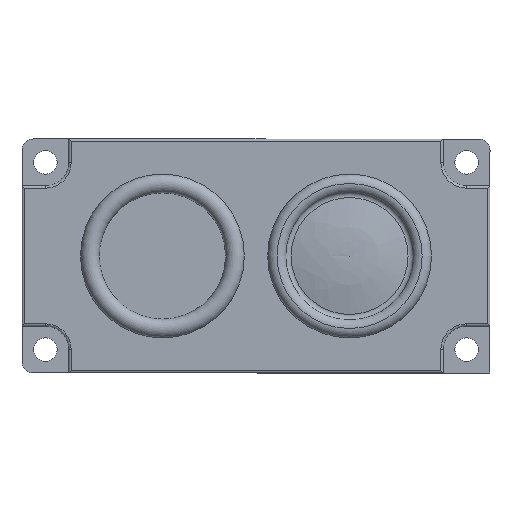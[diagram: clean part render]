
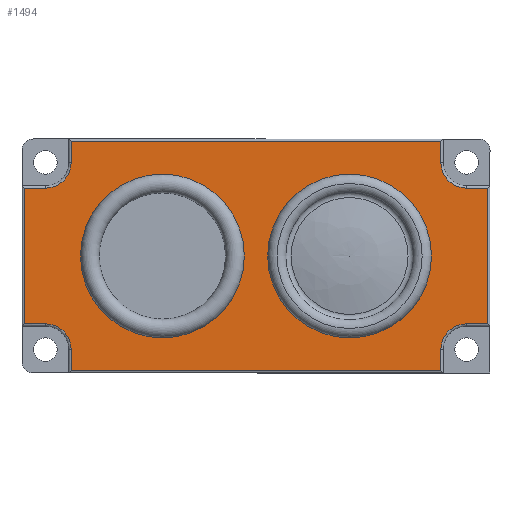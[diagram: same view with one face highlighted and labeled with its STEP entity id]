
A CAD part, front view. The second image highlights one B-rep face of the part: STEP entity #1494.
In plain terms, the highlighted face is planar.
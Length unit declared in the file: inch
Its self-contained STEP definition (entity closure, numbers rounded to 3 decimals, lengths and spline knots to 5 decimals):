
#29=FACE_BOUND('',#226,.T.);
#30=FACE_BOUND('',#227,.T.);
#50=PLANE('',#1655);
#133=FACE_OUTER_BOUND('',#225,.T.);
#225=EDGE_LOOP('',(#1188,#1189,#1190,#1191,#1192,#1193,#1194,#1195,#1196,
#1197,#1198,#1199,#1200,#1201,#1202,#1203));
#226=EDGE_LOOP('',(#1204));
#227=EDGE_LOOP('',(#1205));
#318=CIRCLE('',#1625,0.21654);
#321=CIRCLE('',#1630,0.21654);
#325=CIRCLE('',#1639,0.21654);
#328=CIRCLE('',#1644,0.21654);
#332=CIRCLE('',#1656,0.68898);
#333=CIRCLE('',#1657,0.68898);
#422=LINE('',#2396,#550);
#425=LINE('',#2408,#553);
#426=LINE('',#2412,#554);
#428=LINE('',#2420,#556);
#429=LINE('',#2424,#557);
#431=LINE('',#2433,#559);
#432=LINE('',#2442,#560);
#434=LINE('',#2451,#562);
#437=LINE('',#2457,#565);
#439=LINE('',#2464,#567);
#440=LINE('',#2472,#568);
#442=LINE('',#2481,#570);
#550=VECTOR('',#1899,0.3937);
#553=VECTOR('',#1910,0.3937);
#554=VECTOR('',#1915,0.3937);
#556=VECTOR('',#1923,0.3937);
#557=VECTOR('',#1928,0.3937);
#559=VECTOR('',#1936,0.3937);
#560=VECTOR('',#1949,0.3937);
#562=VECTOR('',#1961,0.3937);
#565=VECTOR('',#1966,0.3937);
#567=VECTOR('',#1974,0.3937);
#568=VECTOR('',#1985,0.3937);
#570=VECTOR('',#1997,0.3937);
#679=VERTEX_POINT('',#2394);
#680=VERTEX_POINT('',#2395);
#684=VERTEX_POINT('',#2405);
#685=VERTEX_POINT('',#2407);
#686=VERTEX_POINT('',#2411);
#688=VERTEX_POINT('',#2417);
#689=VERTEX_POINT('',#2419);
#690=VERTEX_POINT('',#2423);
#693=VERTEX_POINT('',#2430);
#694=VERTEX_POINT('',#2432);
#696=VERTEX_POINT('',#2437);
#698=VERTEX_POINT('',#2446);
#700=VERTEX_POINT('',#2456);
#702=VERTEX_POINT('',#2462);
#704=VERTEX_POINT('',#2467);
#706=VERTEX_POINT('',#2476);
#712=VERTEX_POINT('',#2506);
#713=VERTEX_POINT('',#2508);
#836=EDGE_CURVE('',#679,#680,#422,.T.);
#842=EDGE_CURVE('',#684,#685,#425,.T.);
#844=EDGE_CURVE('',#685,#686,#426,.T.);
#848=EDGE_CURVE('',#688,#689,#428,.T.);
#850=EDGE_CURVE('',#689,#690,#429,.T.);
#854=EDGE_CURVE('',#693,#694,#431,.T.);
#857=EDGE_CURVE('',#696,#693,#318,.T.);
#859=EDGE_CURVE('',#690,#696,#432,.T.);
#862=EDGE_CURVE('',#698,#688,#321,.T.);
#864=EDGE_CURVE('',#686,#698,#434,.T.);
#867=EDGE_CURVE('',#694,#700,#437,.T.);
#871=EDGE_CURVE('',#702,#679,#439,.T.);
#873=EDGE_CURVE('',#704,#702,#325,.T.);
#875=EDGE_CURVE('',#700,#704,#440,.T.);
#878=EDGE_CURVE('',#706,#684,#328,.T.);
#880=EDGE_CURVE('',#680,#706,#442,.T.);
#893=EDGE_CURVE('',#712,#712,#332,.T.);
#894=EDGE_CURVE('',#713,#713,#333,.T.);
#1188=ORIENTED_EDGE('',*,*,#854,.F.);
#1189=ORIENTED_EDGE('',*,*,#857,.F.);
#1190=ORIENTED_EDGE('',*,*,#859,.F.);
#1191=ORIENTED_EDGE('',*,*,#850,.F.);
#1192=ORIENTED_EDGE('',*,*,#848,.F.);
#1193=ORIENTED_EDGE('',*,*,#862,.F.);
#1194=ORIENTED_EDGE('',*,*,#864,.F.);
#1195=ORIENTED_EDGE('',*,*,#844,.F.);
#1196=ORIENTED_EDGE('',*,*,#842,.F.);
#1197=ORIENTED_EDGE('',*,*,#878,.F.);
#1198=ORIENTED_EDGE('',*,*,#880,.F.);
#1199=ORIENTED_EDGE('',*,*,#836,.F.);
#1200=ORIENTED_EDGE('',*,*,#871,.F.);
#1201=ORIENTED_EDGE('',*,*,#873,.F.);
#1202=ORIENTED_EDGE('',*,*,#875,.F.);
#1203=ORIENTED_EDGE('',*,*,#867,.F.);
#1204=ORIENTED_EDGE('',*,*,#893,.T.);
#1205=ORIENTED_EDGE('',*,*,#894,.T.);
#1494=ADVANCED_FACE('',(#133,#29,#30),#50,.T.);
#1625=AXIS2_PLACEMENT_3D('',#2439,#1943,#1944);
#1630=AXIS2_PLACEMENT_3D('',#2448,#1955,#1956);
#1639=AXIS2_PLACEMENT_3D('',#2469,#1979,#1980);
#1644=AXIS2_PLACEMENT_3D('',#2478,#1991,#1992);
#1655=AXIS2_PLACEMENT_3D('',#2505,#2024,#2025);
#1656=AXIS2_PLACEMENT_3D('',#2507,#2026,#2027);
#1657=AXIS2_PLACEMENT_3D('',#2509,#2028,#2029);
#1899=DIRECTION('',(-1.,0.,0.));
#1910=DIRECTION('',(-1.,0.,0.));
#1915=DIRECTION('',(0.,1.,0.));
#1923=DIRECTION('',(0.,1.,0.));
#1928=DIRECTION('',(1.,0.,0.));
#1936=DIRECTION('',(1.,0.,0.));
#1943=DIRECTION('center_axis',(0.,0.,1.));
#1944=DIRECTION('ref_axis',(-0.707,-0.707,0.));
#1949=DIRECTION('',(0.,-1.,0.));
#1955=DIRECTION('center_axis',(0.,0.,1.));
#1956=DIRECTION('ref_axis',(0.707,-0.707,0.));
#1961=DIRECTION('',(1.,0.,0.));
#1966=DIRECTION('',(0.,-1.,0.));
#1974=DIRECTION('',(0.,-1.,0.));
#1979=DIRECTION('center_axis',(0.,0.,1.));
#1980=DIRECTION('ref_axis',(-0.707,0.707,0.));
#1985=DIRECTION('',(-1.,0.,0.));
#1991=DIRECTION('center_axis',(0.,0.,1.));
#1992=DIRECTION('ref_axis',(0.707,0.707,0.));
#1997=DIRECTION('',(0.,1.,0.));
#2024=DIRECTION('center_axis',(0.,0.,1.));
#2025=DIRECTION('ref_axis',(1.,0.,0.));
#2026=DIRECTION('center_axis',(0.,0.,-1.));
#2027=DIRECTION('ref_axis',(1.,0.,0.));
#2028=DIRECTION('center_axis',(0.,0.,-1.));
#2029=DIRECTION('ref_axis',(1.,0.,0.));
#2394=CARTESIAN_POINT('',(1.55512,-0.96457,0.70866));
#2395=CARTESIAN_POINT('',(-1.55512,-0.96457,0.70866));
#2396=CARTESIAN_POINT('',(-0.7874,-0.96457,0.70866));
#2405=CARTESIAN_POINT('',(-1.77165,-0.57087,0.70866));
#2407=CARTESIAN_POINT('',(-1.94882,-0.57087,0.70866));
#2408=CARTESIAN_POINT('',(-0.98425,-0.57087,0.70866));
#2411=CARTESIAN_POINT('',(-1.94882,0.57087,0.70866));
#2412=CARTESIAN_POINT('',(-1.94882,0.29528,0.70866));
#2417=CARTESIAN_POINT('',(-1.55512,0.7874,0.70866));
#2419=CARTESIAN_POINT('',(-1.55512,0.96457,0.70866));
#2420=CARTESIAN_POINT('',(-1.55512,0.49213,0.70866));
#2423=CARTESIAN_POINT('',(1.55512,0.96457,0.70866));
#2424=CARTESIAN_POINT('',(0.7874,0.96457,0.70866));
#2430=CARTESIAN_POINT('',(1.77165,0.57087,0.70866));
#2432=CARTESIAN_POINT('',(1.94882,0.57087,0.70866));
#2433=CARTESIAN_POINT('',(0.98425,0.57087,0.70866));
#2437=CARTESIAN_POINT('',(1.55512,0.7874,0.70866));
#2439=CARTESIAN_POINT('Origin',(1.77165,0.7874,0.70866));
#2442=CARTESIAN_POINT('',(1.55512,0.3937,0.70866));
#2446=CARTESIAN_POINT('',(-1.77165,0.57087,0.70866));
#2448=CARTESIAN_POINT('Origin',(-1.77165,0.7874,0.70866));
#2451=CARTESIAN_POINT('',(-0.88583,0.57087,0.70866));
#2456=CARTESIAN_POINT('',(1.94882,-0.57087,0.70866));
#2457=CARTESIAN_POINT('',(1.94882,-0.29528,0.70866));
#2462=CARTESIAN_POINT('',(1.55512,-0.7874,0.70866));
#2464=CARTESIAN_POINT('',(1.55512,-0.49213,0.70866));
#2467=CARTESIAN_POINT('',(1.77165,-0.57087,0.70866));
#2469=CARTESIAN_POINT('Origin',(1.77165,-0.7874,0.70866));
#2472=CARTESIAN_POINT('',(0.88583,-0.57087,0.70866));
#2476=CARTESIAN_POINT('',(-1.55512,-0.7874,0.70866));
#2478=CARTESIAN_POINT('Origin',(-1.77165,-0.7874,0.70866));
#2481=CARTESIAN_POINT('',(-1.55512,-0.3937,0.70866));
#2505=CARTESIAN_POINT('Origin',(0.,0.,0.70866));
#2506=CARTESIAN_POINT('',(-1.47638,0.,0.70866));
#2507=CARTESIAN_POINT('Origin',(-0.7874,0.,0.70866));
#2508=CARTESIAN_POINT('',(0.09843,0.,0.70866));
#2509=CARTESIAN_POINT('Origin',(0.7874,0.,0.70866));
